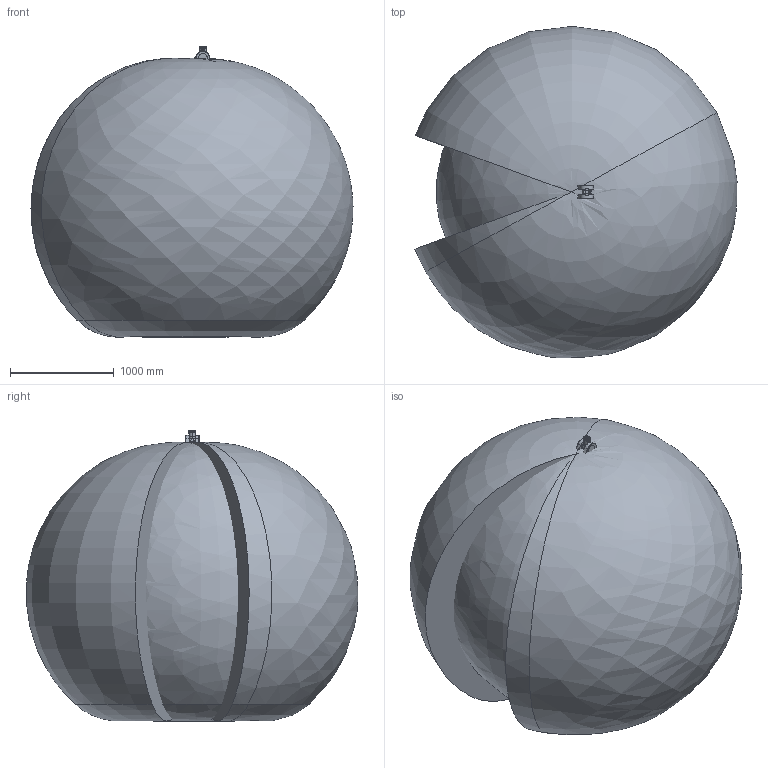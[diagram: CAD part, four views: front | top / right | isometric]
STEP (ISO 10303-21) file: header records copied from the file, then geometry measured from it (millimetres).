
FILE_DESCRIPTION(('CATIA V5 STEP Exchange'),'2;1');
FILE_NAME('RX160-HB-WS.stp','2010-10-22T06:57:41+00:00',('none'),('STAUBLI'),'CATIA Version 5 Release 18 SP 6 (IN-10)','CATIA V5 STEP AP214','none');
FILE_SCHEMA(('AUTOMOTIVE_DESIGN { 1 0 10303 214 1 1 1 1 }'));
Products named in the file (10): RX160-HB-WS; SBAS00168A; SBAS00169A; SBAS00170A; SBAS00171A; SBAS00172A; SBAS00173A; SBAS00174A; RX160 LEFTY WORKSPACE; RX160 RIGHTY WORKSPACE
Assembly tree (9 placements, depth 2):
  RX160-HB-WS
    SBAS00168A
    SBAS00169A
    SBAS00170A
    SBAS00171A
    SBAS00172A
    SBAS00173A
    SBAS00174A
    RX160 LEFTY WORKSPACE
    RX160 RIGHTY WORKSPACE
Bounding box: 3100.11 x 3189.02 x 2793.09 mm (x, y, z)
Volume: 21993453189.7 mm3; surface area: 66137545.3 mm2
Topology: 9 solids, 10 shells, 1167 faces, 2909 edges, 1766 vertices
Faces by surface type: plane 452, cylinder 366, bspline 170, torus 65, cone 58, sphere 27, revolution 18, extrusion 11
Entity records: 49934 total; most frequent: CARTESIAN_POINT 25339, ORIENTED_EDGE 5672, DIRECTION 3597, EDGE_CURVE 2836, VERTEX_POINT 1766, AXIS2_PLACEMENT_3D 1572, EDGE_LOOP 1262, VECTOR 1188
